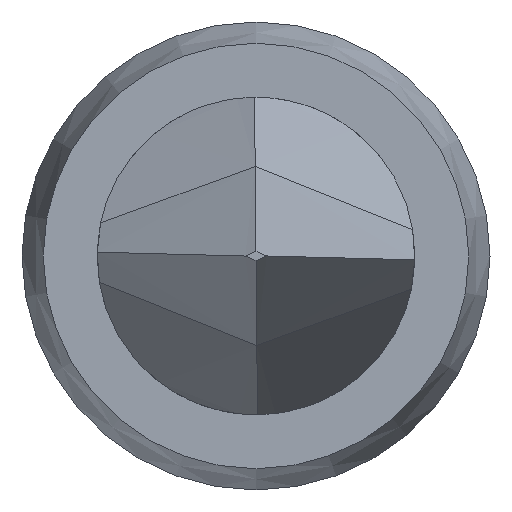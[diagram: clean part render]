
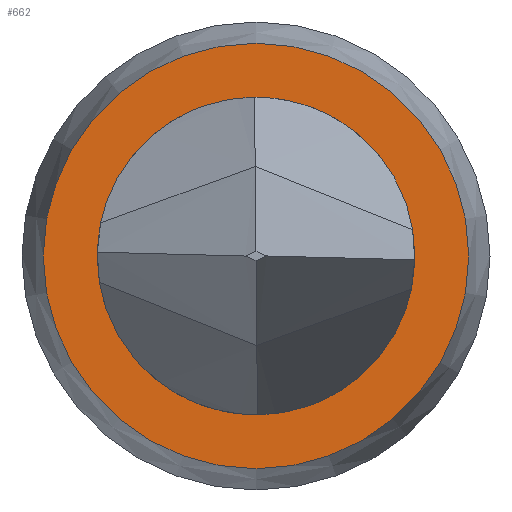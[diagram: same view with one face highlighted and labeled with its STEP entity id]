
A CAD part, left-side view. The second image highlights one B-rep face of the part: STEP entity #662.
In plain terms, the highlighted planar face has unit normal (-1, 0, 0).
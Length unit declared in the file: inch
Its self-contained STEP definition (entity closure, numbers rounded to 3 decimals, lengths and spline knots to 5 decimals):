
#49 = CARTESIAN_POINT ( 'NONE',  ( 0., 0.014, 0. ) ) ;
#56 = FACE_OUTER_BOUND ( 'NONE', #1549, .T. ) ;
#120 = AXIS2_PLACEMENT_3D ( 'NONE', #1095, #133, #391 ) ;
#133 = DIRECTION ( 'NONE',  ( 1., 0., 0. ) ) ;
#391 = DIRECTION ( 'NONE',  ( 0., 0., -1. ) ) ;
#594 = EDGE_LOOP ( 'NONE', ( #1069 ) ) ;
#599 = DIRECTION ( 'NONE',  ( 0., 0., 1. ) ) ;
#607 = AXIS2_PLACEMENT_3D ( 'NONE', #49, #1678, #609 ) ;
#609 = DIRECTION ( 'NONE',  ( 0., 0., 1. ) ) ;
#662 = ADVANCED_FACE ( 'NONE', ( #1533, #56 ), #1643, .T. ) ;
#691 = CIRCLE ( 'NONE', #1605, 0.01045 ) ;
#785 = EDGE_CURVE ( 'NONE', #1188, #1188, #691, .T. ) ;
#871 = CIRCLE ( 'NONE', #120, 0.014 ) ;
#889 = CARTESIAN_POINT ( 'NONE',  ( 0., 0., 0.01045 ) ) ;
#1069 = ORIENTED_EDGE ( 'NONE', *, *, #785, .F. ) ;
#1095 = CARTESIAN_POINT ( 'NONE',  ( 0., 0., 0. ) ) ;
#1179 = CARTESIAN_POINT ( 'NONE',  ( 0., 0., -0.014 ) ) ;
#1188 = VERTEX_POINT ( 'NONE', #889 ) ;
#1265 = ORIENTED_EDGE ( 'NONE', *, *, #1293, .F. ) ;
#1278 = CARTESIAN_POINT ( 'NONE',  ( 0., 0., 0. ) ) ;
#1293 = EDGE_CURVE ( 'NONE', #1734, #1734, #871, .T. ) ;
#1424 = DIRECTION ( 'NONE',  ( -1., 0., 0. ) ) ;
#1533 = FACE_BOUND ( 'NONE', #594, .T. ) ;
#1549 = EDGE_LOOP ( 'NONE', ( #1265 ) ) ;
#1605 = AXIS2_PLACEMENT_3D ( 'NONE', #1278, #1424, #599 ) ;
#1643 = PLANE ( 'NONE',  #607 ) ;
#1678 = DIRECTION ( 'NONE',  ( -1., 0., 0. ) ) ;
#1734 = VERTEX_POINT ( 'NONE', #1179 ) ;
